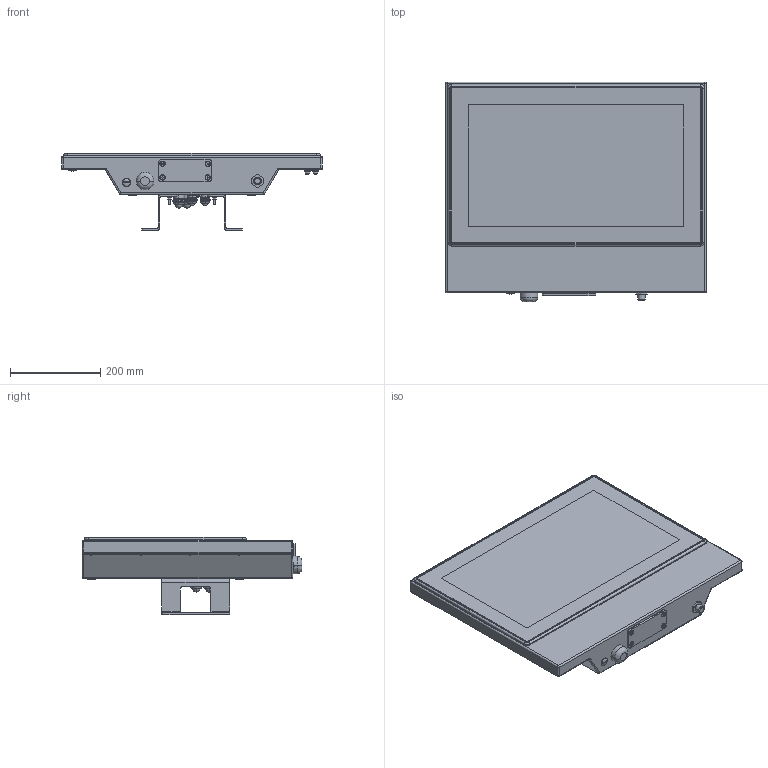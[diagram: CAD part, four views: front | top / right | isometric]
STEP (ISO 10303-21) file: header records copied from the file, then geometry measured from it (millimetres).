
FILE_DESCRIPTION((''),'2;1');
FILE_NAME('CAD-7275_MIT_SCHRUMPF_ASM','2021-06-24T08:51:30',('creinig-se'),(''),'CREO PARAMETRIC BY PTC INC, 2019292','CREO PARAMETRIC BY PTC INC, 2019292','');
FILE_SCHEMA(('CONFIG_CONTROL_DESIGN','SHAPE_APPEARANCE_LAYERS_GROUPS'));
Products named in the file (5): CAD-7275_SW0001_NEU; CAD-7271_BOSS-EXTRUDE2; CAD-7271_CHAMFER; CAD-7271_GLASS_ASM_ASM; CAD-7275_MIT_SCHRUMPF_ASM
Assembly tree (4 placements, depth 3):
  CAD-7275_MIT_SCHRUMPF_ASM
    CAD-7275_SW0001_NEU
    CAD-7271_GLASS_ASM_ASM
      CAD-7271_BOSS-EXTRUDE2
      CAD-7271_CHAMFER
Bounding box: 577 x 486 x 171.51 mm (x, y, z)
Volume: 17830311.4 mm3; surface area: 1249522.5 mm2
Topology: 5 solids, 5 shells, 3100 faces, 8522 edges, 5573 vertices
Faces by surface type: plane 2066, cylinder 624, cone 244, torus 86, sphere 78, bspline 2
Entity records: 124693 total; most frequent: CARTESIAN_POINT 30585, ORIENTED_EDGE 16964, DIRECTION 16907, EDGE_CURVE 8482, AXIS2_PLACEMENT_3D 6132, VERTEX_POINT 5573, VECTOR 4643, LINE 4643
